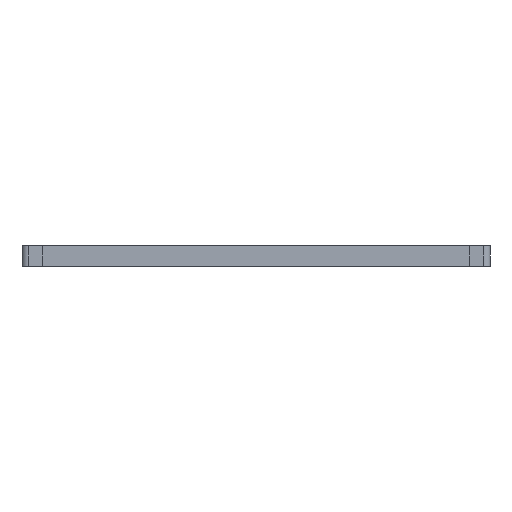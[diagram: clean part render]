
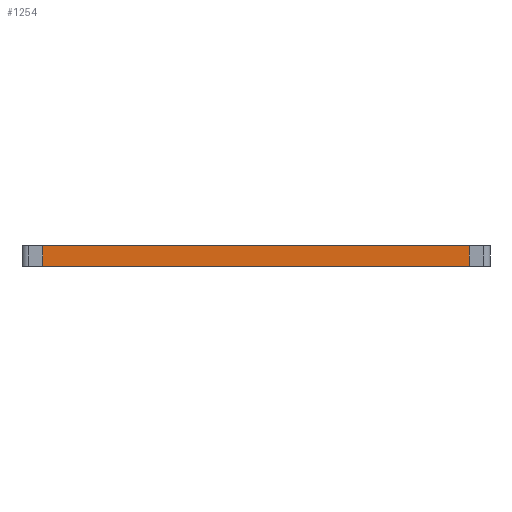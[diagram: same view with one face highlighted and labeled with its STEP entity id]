
A CAD part, front view. The second image highlights one B-rep face of the part: STEP entity #1254.
In plain terms, the highlighted planar face has unit normal (0, -1, 0).
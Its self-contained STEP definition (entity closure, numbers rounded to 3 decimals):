
#60 = EDGE_LOOP ( 'NONE', ( #2155, #728, #1010, #396 ) ) ;
#194 = VECTOR ( 'NONE', #1593, 1000. ) ;
#271 = AXIS2_PLACEMENT_3D ( 'NONE', #1124, #1425, #3501 ) ;
#286 = LINE ( 'NONE', #2753, #194 ) ;
#396 = ORIENTED_EDGE ( 'NONE', *, *, #3774, .T. ) ;
#478 = CARTESIAN_POINT ( 'NONE',  ( -70., -130., 6.8 ) ) ;
#620 = VERTEX_POINT ( 'NONE', #1489 ) ;
#728 = ORIENTED_EDGE ( 'NONE', *, *, #2804, .F. ) ;
#738 = LINE ( 'NONE', #1116, #2974 ) ;
#1010 = ORIENTED_EDGE ( 'NONE', *, *, #3716, .F. ) ;
#1092 = LINE ( 'NONE', #2528, #3365 ) ;
#1116 = CARTESIAN_POINT ( 'NONE',  ( -70., -130., 0. ) ) ;
#1124 = CARTESIAN_POINT ( 'NONE',  ( -70., -130., 6.8 ) ) ;
#1125 = VERTEX_POINT ( 'NONE', #478 ) ;
#1254 = ADVANCED_FACE ( 'NONE', ( #3307 ), #2884, .F. ) ;
#1402 = DIRECTION ( 'NONE',  ( 0., 0., -1. ) ) ;
#1425 = DIRECTION ( 'NONE',  ( 0., 1., 0. ) ) ;
#1489 = CARTESIAN_POINT ( 'NONE',  ( -70., -130., 0. ) ) ;
#1585 = LINE ( 'NONE', #2777, #3054 ) ;
#1593 = DIRECTION ( 'NONE',  ( 1., 0., 0. ) ) ;
#1606 = VERTEX_POINT ( 'NONE', #1884 ) ;
#1884 = CARTESIAN_POINT ( 'NONE',  ( 70., -130., 6.8 ) ) ;
#2082 = DIRECTION ( 'NONE',  ( 1., 0., 0. ) ) ;
#2155 = ORIENTED_EDGE ( 'NONE', *, *, #2480, .T. ) ;
#2480 = EDGE_CURVE ( 'NONE', #620, #3082, #738, .T. ) ;
#2528 = CARTESIAN_POINT ( 'NONE',  ( 70., -130., 6.8 ) ) ;
#2753 = CARTESIAN_POINT ( 'NONE',  ( -70., -130., 6.8 ) ) ;
#2777 = CARTESIAN_POINT ( 'NONE',  ( -70., -130., 6.8 ) ) ;
#2804 = EDGE_CURVE ( 'NONE', #1606, #3082, #1092, .T. ) ;
#2884 = PLANE ( 'NONE',  #271 ) ;
#2974 = VECTOR ( 'NONE', #2082, 1000. ) ;
#3054 = VECTOR ( 'NONE', #3086, 1000. ) ;
#3082 = VERTEX_POINT ( 'NONE', #3574 ) ;
#3086 = DIRECTION ( 'NONE',  ( 0., 0., -1. ) ) ;
#3307 = FACE_OUTER_BOUND ( 'NONE', #60, .T. ) ;
#3365 = VECTOR ( 'NONE', #1402, 1000. ) ;
#3501 = DIRECTION ( 'NONE',  ( 0., 0., 1. ) ) ;
#3574 = CARTESIAN_POINT ( 'NONE',  ( 70., -130., 0. ) ) ;
#3716 = EDGE_CURVE ( 'NONE', #1125, #1606, #286, .T. ) ;
#3774 = EDGE_CURVE ( 'NONE', #1125, #620, #1585, .T. ) ;
